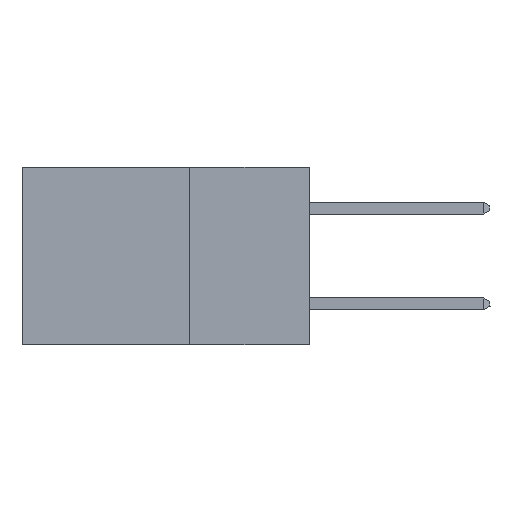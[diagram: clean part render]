
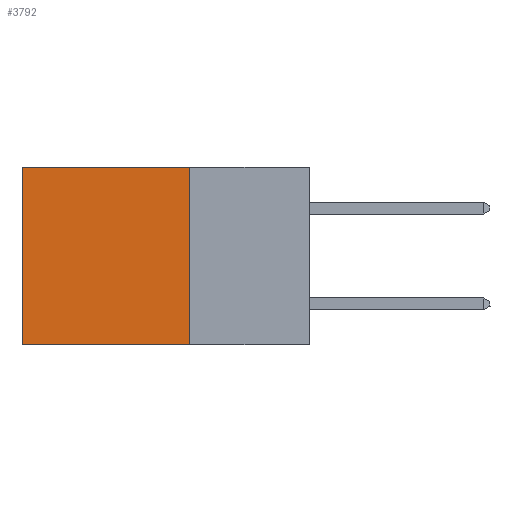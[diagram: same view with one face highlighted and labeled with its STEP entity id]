
A CAD part, left-side view. The second image highlights one B-rep face of the part: STEP entity #3792.
In plain terms, the highlighted planar face has unit normal (-1, 0, 0).
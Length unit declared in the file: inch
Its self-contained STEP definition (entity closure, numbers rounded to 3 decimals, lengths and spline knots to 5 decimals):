
#1380 = VECTOR ( 'NONE', #8923, 39.37008 ) ;
#2478 = CARTESIAN_POINT ( 'NONE',  ( 0.2875, 0.25, -0.37 ) ) ;
#3026 = DIRECTION ( 'NONE',  ( 0., 1., 0. ) ) ;
#3550 = CARTESIAN_POINT ( 'NONE',  ( 0.2875, 0.25, 0. ) ) ;
#3792 = ADVANCED_FACE ( 'NONE', ( #8961 ), #11931, .F. ) ;
#4254 = DIRECTION ( 'NONE',  ( 0., 0., -1. ) ) ;
#4881 = EDGE_CURVE ( 'NONE', #14703, #17737, #7859, .T. ) ;
#6472 = EDGE_CURVE ( 'NONE', #17737, #17496, #20207, .T. ) ;
#6830 = AXIS2_PLACEMENT_3D ( 'NONE', #3550, #12141, #8587 ) ;
#7179 = VERTEX_POINT ( 'NONE', #12905 ) ;
#7197 = LINE ( 'NONE', #11106, #21246 ) ;
#7206 = EDGE_CURVE ( 'NONE', #14703, #7179, #7197, .T. ) ;
#7859 = LINE ( 'NONE', #13168, #15258 ) ;
#8426 = CARTESIAN_POINT ( 'NONE',  ( 0.2875, 0.25, 0. ) ) ;
#8587 = DIRECTION ( 'NONE',  ( 0., 0., -1. ) ) ;
#8923 = DIRECTION ( 'NONE',  ( 0., 0., -1. ) ) ;
#8961 = FACE_OUTER_BOUND ( 'NONE', #17123, .T. ) ;
#9530 = CARTESIAN_POINT ( 'NONE',  ( 0.2875, 0.6, 0. ) ) ;
#9758 = ORIENTED_EDGE ( 'NONE', *, *, #6472, .T. ) ;
#10096 = ORIENTED_EDGE ( 'NONE', *, *, #7206, .F. ) ;
#11106 = CARTESIAN_POINT ( 'NONE',  ( 0.2875, 0.25, 0. ) ) ;
#11882 = LINE ( 'NONE', #2478, #13199 ) ;
#11931 = PLANE ( 'NONE',  #6830 ) ;
#12141 = DIRECTION ( 'NONE',  ( 1., 0., 0. ) ) ;
#12905 = CARTESIAN_POINT ( 'NONE',  ( 0.2875, 0.25, -0.37 ) ) ;
#13086 = ORIENTED_EDGE ( 'NONE', *, *, #4881, .T. ) ;
#13168 = CARTESIAN_POINT ( 'NONE',  ( 0.2875, 0.25, 0. ) ) ;
#13199 = VECTOR ( 'NONE', #17525, 39.37008 ) ;
#14703 = VERTEX_POINT ( 'NONE', #8426 ) ;
#14842 = EDGE_CURVE ( 'NONE', #7179, #17496, #11882, .T. ) ;
#14933 = CARTESIAN_POINT ( 'NONE',  ( 0.2875, 0.6, 0. ) ) ;
#15258 = VECTOR ( 'NONE', #3026, 39.37008 ) ;
#17123 = EDGE_LOOP ( 'NONE', ( #9758, #18110, #10096, #13086 ) ) ;
#17496 = VERTEX_POINT ( 'NONE', #18326 ) ;
#17525 = DIRECTION ( 'NONE',  ( 0., 1., 0. ) ) ;
#17737 = VERTEX_POINT ( 'NONE', #14933 ) ;
#18110 = ORIENTED_EDGE ( 'NONE', *, *, #14842, .F. ) ;
#18326 = CARTESIAN_POINT ( 'NONE',  ( 0.2875, 0.6, -0.37 ) ) ;
#20207 = LINE ( 'NONE', #9530, #1380 ) ;
#21246 = VECTOR ( 'NONE', #4254, 39.37008 ) ;
